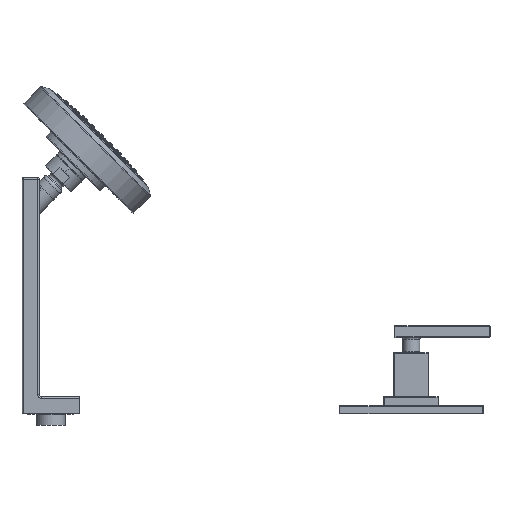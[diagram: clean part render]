
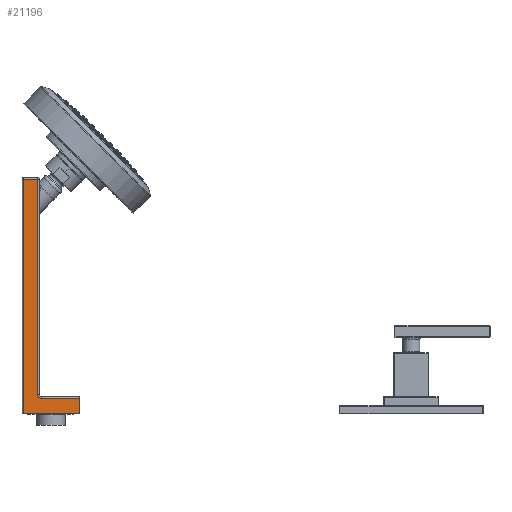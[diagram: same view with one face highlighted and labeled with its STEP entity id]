
A CAD part, left-side view. The second image highlights one B-rep face of the part: STEP entity #21196.
In plain terms, the highlighted planar face has unit normal (-1, 0, 0).
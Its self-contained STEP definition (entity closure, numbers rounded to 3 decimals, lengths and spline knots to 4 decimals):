
#16934=DIRECTION('',(0.,0.,-1.));
#16935=VECTOR('',#16934,8.94);
#16936=CARTESIAN_POINT('',(-0.875,16.14,8.94));
#16937=LINE('',#16936,#16935);
#16941=DIRECTION('',(0.,1.,0.));
#16942=VECTOR('',#16941,0.534);
#16943=CARTESIAN_POINT('',(-0.875,15.606,8.94));
#16944=LINE('',#16943,#16942);
#16948=DIRECTION('',(0.,0.,1.));
#16949=VECTOR('',#16948,8.206);
#16950=CARTESIAN_POINT('',(-0.875,15.606,0.734));
#16951=LINE('',#16950,#16949);
#16955=CARTESIAN_POINT('',(-0.875,15.466,0.734));
#16956=DIRECTION('',(1.,0.,0.));
#16957=DIRECTION('',(0.,0.,-1.));
#16958=AXIS2_PLACEMENT_3D('',#16955,#16956,#16957);
#16963=DIRECTION('',(0.,1.,0.));
#16964=VECTOR('',#16963,1.466);
#16965=CARTESIAN_POINT('',(-0.875,14.,0.594));
#16966=LINE('',#16965,#16964);
#16970=DIRECTION('',(0.,0.,-1.));
#16971=VECTOR('',#16970,0.594);
#16972=CARTESIAN_POINT('',(-0.875,14.,0.594));
#16973=LINE('',#16972,#16971);
#16977=DIRECTION('',(0.,1.,0.));
#16978=VECTOR('',#16977,1.1);
#16979=CARTESIAN_POINT('',(-0.875,14.,0.));
#16980=LINE('',#16979,#16978);
#16984=DIRECTION('',(0.,1.,0.));
#16985=VECTOR('',#16984,1.04);
#16986=CARTESIAN_POINT('',(-0.875,15.1,0.));
#16987=LINE('',#16986,#16985);
#18599=CARTESIAN_POINT('',(-0.875,14.,0.));
#18601=VERTEX_POINT('',#18599);
#18611=CARTESIAN_POINT('',(-0.875,15.1,0.));
#18613=VERTEX_POINT('',#18611);
#18619=CARTESIAN_POINT('',(-0.875,16.14,0.));
#18621=VERTEX_POINT('',#18619);
#18625=CARTESIAN_POINT('',(-0.875,16.14,8.94));
#18626=VERTEX_POINT('',#18625);
#18661=CARTESIAN_POINT('',(-0.875,15.606,8.94));
#18662=VERTEX_POINT('',#18661);
#18663=CARTESIAN_POINT('',(-0.875,15.606,0.734));
#18664=VERTEX_POINT('',#18663);
#18667=CARTESIAN_POINT('',(-0.875,15.466,0.594));
#18668=VERTEX_POINT('',#18667);
#18672=CARTESIAN_POINT('',(-0.875,14.,0.594));
#18674=VERTEX_POINT('',#18672);
#21176=CARTESIAN_POINT('',(-0.875,14.,0.));
#21177=DIRECTION('',(1.,0.,0.));
#21178=DIRECTION('',(0.,0.,-1.));
#21179=AXIS2_PLACEMENT_3D('',#21176,#21177,#21178);
#21180=PLANE('',#21179);
#21181=ORIENTED_EDGE('',*,*,#20908,.F.);
#21182=ORIENTED_EDGE('',*,*,#21136,.F.);
#21184=ORIENTED_EDGE('',*,*,#21183,.F.);
#21186=ORIENTED_EDGE('',*,*,#21185,.F.);
#21188=ORIENTED_EDGE('',*,*,#21187,.F.);
#21190=ORIENTED_EDGE('',*,*,#21189,.T.);
#21192=ORIENTED_EDGE('',*,*,#21191,.T.);
#21193=ORIENTED_EDGE('',*,*,#20880,.T.);
#21194=EDGE_LOOP('',(#21181,#21182,#21184,#21186,#21188,#21190,#21192,#21193));
#21195=FACE_OUTER_BOUND('',#21194,.F.);
#16959=CIRCLE('',#16958,0.14);
#20880=EDGE_CURVE('',#18613,#18621,#16987,.T.);
#20908=EDGE_CURVE('',#18626,#18621,#16937,.T.);
#21136=EDGE_CURVE('',#18662,#18626,#16944,.T.);
#21183=EDGE_CURVE('',#18664,#18662,#16951,.T.);
#21185=EDGE_CURVE('',#18668,#18664,#16959,.T.);
#21187=EDGE_CURVE('',#18674,#18668,#16966,.T.);
#21189=EDGE_CURVE('',#18674,#18601,#16973,.T.);
#21191=EDGE_CURVE('',#18601,#18613,#16980,.T.);
#21196=ADVANCED_FACE('',(#21195),#21180,.F.);
